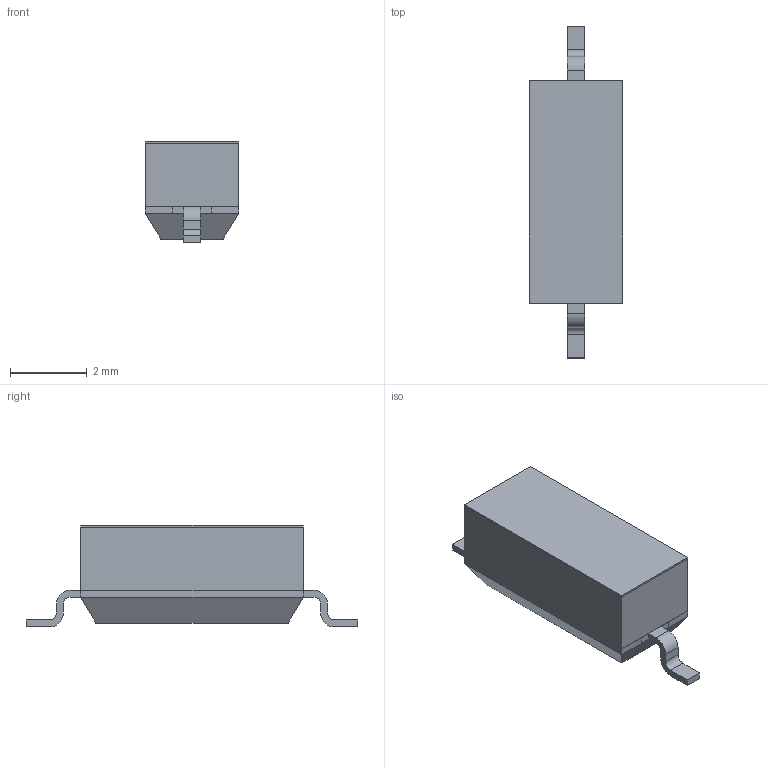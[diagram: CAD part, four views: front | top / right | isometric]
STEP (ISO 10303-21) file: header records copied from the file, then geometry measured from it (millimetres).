
FILE_DESCRIPTION( ( 'Unknown' ), '1' );
FILE_NAME( '416131160801.stp', 'Unknown', ( 'Unknown' ), ( 'Unknown' ), 'PSStep 19.0.9', 'Unknown', ' ' );
FILE_SCHEMA( ( 'AUTOMOTIVE_DESIGN { 1 0 10303 214 1 1 1 1 }' ) );
Length unit declared in the file: millimetre
Products named in the file (8): Assem1; Actuator; Contact; Lead_Terminal 01; Housing_01; Cover_Tape_01; Terminal_01
Assembly tree (7 placements, depth 2):
  Assem1
    Actuator
    Contact
    Lead_Terminal 01
    Housing_01
    Cover_Tape_01
    Terminal_01
    Terminal_01
Bounding box: 2.44 x 8.64 x 2.65 mm (x, y, z)
Volume: 30.9 mm3; surface area: 181.2 mm2
Topology: 7 solids, 7 shells, 181 faces, 481 edges, 317 vertices
Faces by surface type: plane 154, cylinder 24, extrusion 3
Full cylindrical faces by diameter (mm): 0.5 x1
Entity records: 7276 total; most frequent: CARTESIAN_POINT 1153, ORIENTED_EDGE 954, DIRECTION 902, EDGE_CURVE 477, VECTOR 418, LINE 415, VERTEX_POINT 316, AXIS2_PLACEMENT_3D 242
